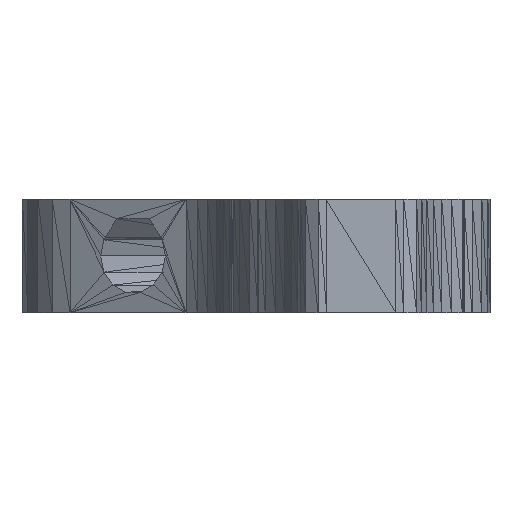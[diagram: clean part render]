
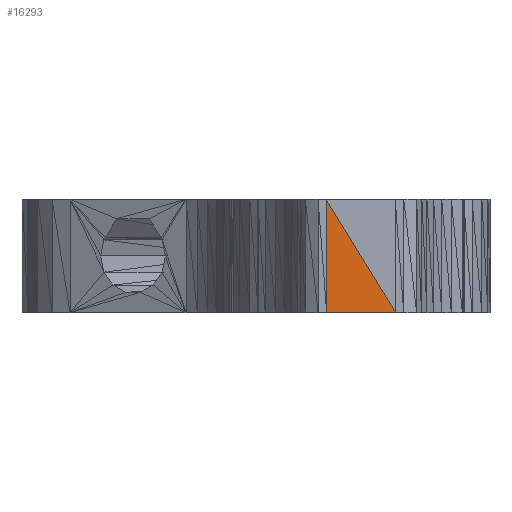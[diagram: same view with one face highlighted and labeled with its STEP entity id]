
A CAD part, front view. The second image highlights one B-rep face of the part: STEP entity #16293.
In plain terms, the highlighted planar face has unit normal (0, -1, 0).
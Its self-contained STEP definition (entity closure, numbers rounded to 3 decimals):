
#11790 = VERTEX_POINT('',#11791);
#11791 = CARTESIAN_POINT('',(44.075,-17.25,0.));
#11798 = PLANE('',#11799);
#11799 = AXIS2_PLACEMENT_3D('',#11800,#11801,#11802);
#11800 = CARTESIAN_POINT('',(36.,-17.103,0.));
#11801 = DIRECTION('',(0.,0.,1.));
#11802 = DIRECTION('',(1.,0.,0.));
#11821 = EDGE_CURVE('',#11790,#11822,#11824,.T.);
#11822 = VERTEX_POINT('',#11823);
#11823 = CARTESIAN_POINT('',(35.925,-17.25,0.));
#11824 = SURFACE_CURVE('',#11825,(#11829,#11836),.PCURVE_S1.);
#11825 = LINE('',#11826,#11827);
#11826 = CARTESIAN_POINT('',(44.075,-17.25,0.));
#11827 = VECTOR('',#11828,1.);
#11828 = DIRECTION('',(-1.,0.,0.));
#11829 = PCURVE('',#11798,#11830);
#11830 = DEFINITIONAL_REPRESENTATION('',(#11831),#11835);
#11831 = LINE('',#11832,#11833);
#11832 = CARTESIAN_POINT('',(8.075,-0.147));
#11833 = VECTOR('',#11834,1.);
#11834 = DIRECTION('',(-1.,0.));
#11835 = ( GEOMETRIC_REPRESENTATION_CONTEXT(2) 
PARAMETRIC_REPRESENTATION_CONTEXT() REPRESENTATION_CONTEXT('2D SPACE',''
  ) );
#11836 = PCURVE('',#11837,#11842);
#11837 = PLANE('',#11838);
#11838 = AXIS2_PLACEMENT_3D('',#11839,#11840,#11841);
#11839 = CARTESIAN_POINT('',(35.925,-17.25,13.2));
#11840 = DIRECTION('',(0.,1.,0.));
#11841 = DIRECTION('',(0.,0.,1.));
#11842 = DEFINITIONAL_REPRESENTATION('',(#11843),#11846);
#11843 = B_SPLINE_CURVE_WITH_KNOTS('',1,(#11844,#11845),.UNSPECIFIED.,
  .F.,.F.,(2,2),(0.,8.15),.PIECEWISE_BEZIER_KNOTS.);
#11844 = CARTESIAN_POINT('',(-13.2,8.15));
#11845 = CARTESIAN_POINT('',(-13.2,0.));
#11846 = ( GEOMETRIC_REPRESENTATION_CONTEXT(2) 
PARAMETRIC_REPRESENTATION_CONTEXT() REPRESENTATION_CONTEXT('2D SPACE',''
  ) );
#11862 = PLANE('',#11863);
#11863 = AXIS2_PLACEMENT_3D('',#11864,#11865,#11866);
#11864 = CARTESIAN_POINT('',(35.925,-17.25,0.));
#11865 = DIRECTION('',(0.891,-0.454,0.));
#11866 = DIRECTION('',(0.454,0.891,0.));
#16221 = EDGE_CURVE('',#11822,#16222,#16224,.T.);
#16222 = VERTEX_POINT('',#16223);
#16223 = CARTESIAN_POINT('',(35.925,-17.25,13.2));
#16224 = SURFACE_CURVE('',#16225,(#16229,#16236),.PCURVE_S1.);
#16225 = LINE('',#16226,#16227);
#16226 = CARTESIAN_POINT('',(35.925,-17.25,0.));
#16227 = VECTOR('',#16228,1.);
#16228 = DIRECTION('',(0.,0.,1.));
#16229 = PCURVE('',#11862,#16230);
#16230 = DEFINITIONAL_REPRESENTATION('',(#16231),#16235);
#16231 = LINE('',#16232,#16233);
#16232 = CARTESIAN_POINT('',(0.,0.));
#16233 = VECTOR('',#16234,1.);
#16234 = DIRECTION('',(0.,1.));
#16235 = ( GEOMETRIC_REPRESENTATION_CONTEXT(2) 
PARAMETRIC_REPRESENTATION_CONTEXT() REPRESENTATION_CONTEXT('2D SPACE',''
  ) );
#16236 = PCURVE('',#11837,#16237);
#16237 = DEFINITIONAL_REPRESENTATION('',(#16238),#16241);
#16238 = B_SPLINE_CURVE_WITH_KNOTS('',1,(#16239,#16240),.UNSPECIFIED.,
  .F.,.F.,(2,2),(0.,13.2),.PIECEWISE_BEZIER_KNOTS.);
#16239 = CARTESIAN_POINT('',(-13.2,0.));
#16240 = CARTESIAN_POINT('',(0.,0.));
#16241 = ( GEOMETRIC_REPRESENTATION_CONTEXT(2) 
PARAMETRIC_REPRESENTATION_CONTEXT() REPRESENTATION_CONTEXT('2D SPACE',''
  ) );
#16293 = ADVANCED_FACE('',(#16294),#11837,.F.);
#16294 = FACE_BOUND('',#16295,.T.);
#16295 = EDGE_LOOP('',(#16296,#16297,#16298));
#16296 = ORIENTED_EDGE('',*,*,#16221,.F.);
#16297 = ORIENTED_EDGE('',*,*,#11821,.F.);
#16298 = ORIENTED_EDGE('',*,*,#16299,.T.);
#16299 = EDGE_CURVE('',#11790,#16222,#16300,.T.);
#16300 = SURFACE_CURVE('',#16301,(#16305,#16312),.PCURVE_S1.);
#16301 = LINE('',#16302,#16303);
#16302 = CARTESIAN_POINT('',(44.075,-17.25,0.));
#16303 = VECTOR('',#16304,1.);
#16304 = DIRECTION('',(-0.525,0.,0.851));
#16305 = PCURVE('',#11837,#16306);
#16306 = DEFINITIONAL_REPRESENTATION('',(#16307),#16311);
#16307 = LINE('',#16308,#16309);
#16308 = CARTESIAN_POINT('',(-13.2,8.15));
#16309 = VECTOR('',#16310,1.);
#16310 = DIRECTION('',(0.851,-0.525));
#16311 = ( GEOMETRIC_REPRESENTATION_CONTEXT(2) 
PARAMETRIC_REPRESENTATION_CONTEXT() REPRESENTATION_CONTEXT('2D SPACE',''
  ) );
#16312 = PCURVE('',#16313,#16318);
#16313 = PLANE('',#16314);
#16314 = AXIS2_PLACEMENT_3D('',#16315,#16316,#16317);
#16315 = CARTESIAN_POINT('',(44.075,-17.25,13.2));
#16316 = DIRECTION('',(0.,1.,0.));
#16317 = DIRECTION('',(0.,0.,1.));
#16318 = DEFINITIONAL_REPRESENTATION('',(#16319),#16322);
#16319 = B_SPLINE_CURVE_WITH_KNOTS('',1,(#16320,#16321),.UNSPECIFIED.,
  .F.,.F.,(2,2),(0.,15.513),.PIECEWISE_BEZIER_KNOTS.);
#16320 = CARTESIAN_POINT('',(-13.2,0.));
#16321 = CARTESIAN_POINT('',(0.,-8.15));
#16322 = ( GEOMETRIC_REPRESENTATION_CONTEXT(2) 
PARAMETRIC_REPRESENTATION_CONTEXT() REPRESENTATION_CONTEXT('2D SPACE',''
  ) );
